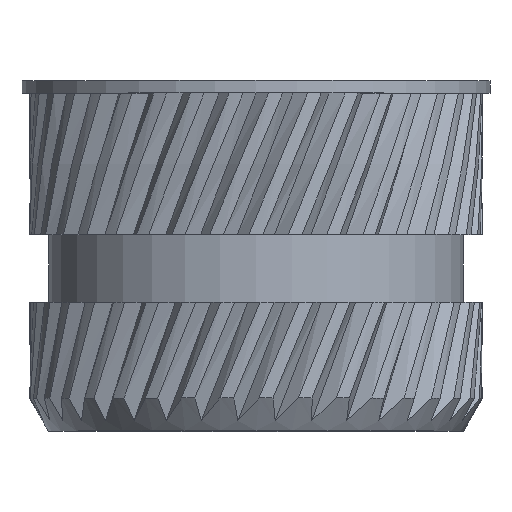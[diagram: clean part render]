
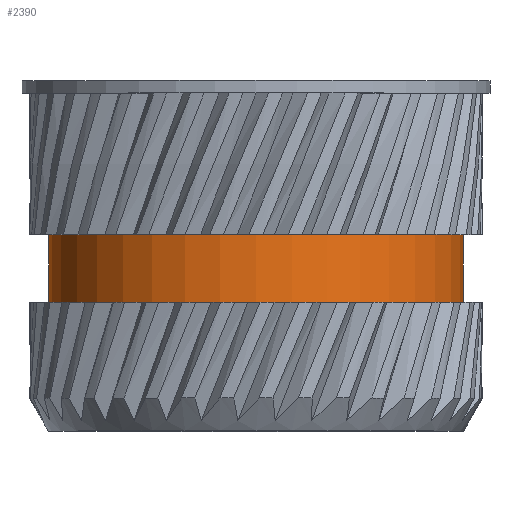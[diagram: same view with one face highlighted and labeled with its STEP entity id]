
A CAD part, top view. The second image highlights one B-rep face of the part: STEP entity #2390.
In plain terms, the highlighted cylindrical face has radius 4.216 mm (diameter 8.433 mm), a full revolution.
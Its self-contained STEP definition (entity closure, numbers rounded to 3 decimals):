
#67 = EDGE_CURVE('',#68,#68,#70,.T.);
#68 = VERTEX_POINT('',#69);
#69 = CARTESIAN_POINT('',(-4.216,-4.509,0.));
#70 = CIRCLE('',#71,4.216);
#71 = AXIS2_PLACEMENT_3D('',#72,#73,#74);
#72 = CARTESIAN_POINT('',(0.,-4.509,0.));
#73 = DIRECTION('',(0.,1.,0.));
#74 = DIRECTION('',(-1.,0.,0.));
#2390 = ADVANCED_FACE('',(#2391),#2409,.T.);
#2391 = FACE_BOUND('',#2392,.T.);
#2392 = EDGE_LOOP('',(#2393,#2402,#2407,#2408));
#2393 = ORIENTED_EDGE('',*,*,#2394,.F.);
#2394 = EDGE_CURVE('',#2395,#2395,#2397,.T.);
#2395 = VERTEX_POINT('',#2396);
#2396 = CARTESIAN_POINT('',(-4.216,-3.131,0.));
#2397 = CIRCLE('',#2398,4.216);
#2398 = AXIS2_PLACEMENT_3D('',#2399,#2400,#2401);
#2399 = CARTESIAN_POINT('',(0.,-3.131,0.));
#2400 = DIRECTION('',(0.,1.,0.));
#2401 = DIRECTION('',(-1.,0.,0.));
#2402 = ORIENTED_EDGE('',*,*,#2403,.F.);
#2403 = EDGE_CURVE('',#68,#2395,#2404,.T.);
#2404 = B_SPLINE_CURVE_WITH_KNOTS('',1,(#2405,#2406),.UNSPECIFIED.,.F.,
  .F.,(2,2),(-4.509,-3.131),.PIECEWISE_BEZIER_KNOTS.);
#2405 = CARTESIAN_POINT('',(-4.216,-4.509,0.)
  );
#2406 = CARTESIAN_POINT('',(-4.216,-3.131,0.)
  );
#2407 = ORIENTED_EDGE('',*,*,#67,.T.);
#2408 = ORIENTED_EDGE('',*,*,#2403,.T.);
#2409 = CYLINDRICAL_SURFACE('',#2410,4.216);
#2410 = AXIS2_PLACEMENT_3D('',#2411,#2412,#2413);
#2411 = CARTESIAN_POINT('',(0.,0.,0.));
#2412 = DIRECTION('',(0.,1.,0.));
#2413 = DIRECTION('',(-1.,0.,0.));
